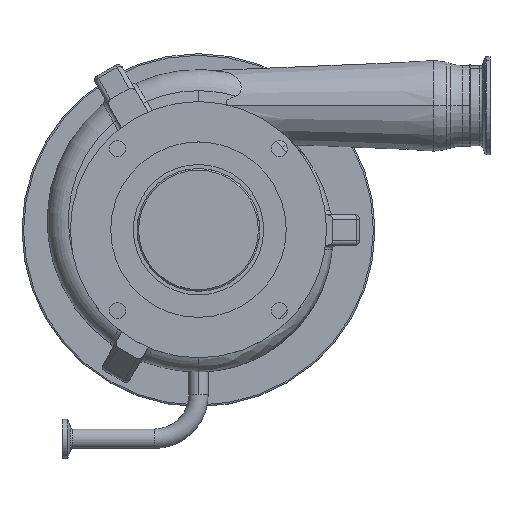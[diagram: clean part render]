
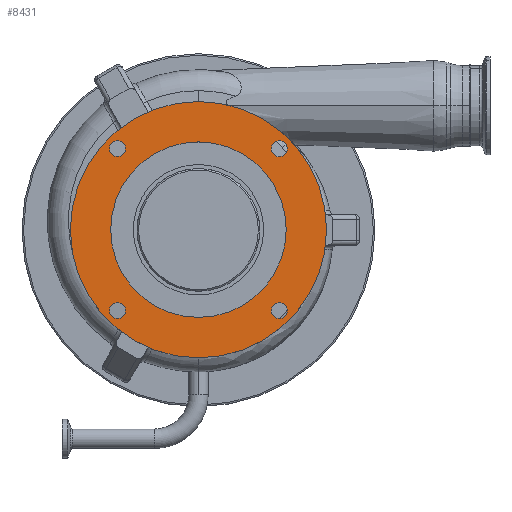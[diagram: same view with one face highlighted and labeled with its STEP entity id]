
A CAD part, top view. The second image highlights one B-rep face of the part: STEP entity #8431.
In plain terms, the highlighted face is planar.
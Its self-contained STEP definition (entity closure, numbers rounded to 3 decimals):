
#45 = CARTESIAN_POINT ( 'NONE',  ( 5.5, -52.759, -47.509 ) ) ;
#270 = DIRECTION ( 'NONE',  ( 0., 0., 1. ) ) ;
#624 = CIRCLE ( 'NONE', #23269, 5.25 ) ;
#632 = EDGE_CURVE ( 'NONE', #7351, #22637, #23224, .T. ) ;
#1439 = AXIS2_PLACEMENT_3D ( 'NONE', #14729, #23076, #4087 ) ;
#1534 = CARTESIAN_POINT ( 'NONE',  ( 5.5, -52.759, 52.759 ) ) ;
#1855 = ORIENTED_EDGE ( 'NONE', *, *, #24089, .T. ) ;
#2199 = CARTESIAN_POINT ( 'NONE',  ( 5.5, 0., 0. ) ) ;
#2297 = EDGE_CURVE ( 'NONE', #12574, #14267, #19699, .T. ) ;
#2449 = CARTESIAN_POINT ( 'NONE',  ( 5.5, 52.759, -52.759 ) ) ;
#2776 = CARTESIAN_POINT ( 'NONE',  ( 5.5, -52.759, 47.509 ) ) ;
#2783 = FACE_BOUND ( 'NONE', #13259, .T. ) ;
#2788 = EDGE_LOOP ( 'NONE', ( #26254, #5585 ) ) ;
#3329 = CIRCLE ( 'NONE', #17019, 5.25 ) ;
#3474 = CARTESIAN_POINT ( 'NONE',  ( 5.5, 52.759, -52.759 ) ) ;
#4087 = DIRECTION ( 'NONE',  ( 0., 0., 1. ) ) ;
#4217 = CARTESIAN_POINT ( 'NONE',  ( 5.5, 0., 0. ) ) ;
#4774 = EDGE_CURVE ( 'NONE', #18511, #26032, #21517, .T. ) ;
#4969 = DIRECTION ( 'NONE',  ( -1., 0., 0. ) ) ;
#5009 = FACE_BOUND ( 'NONE', #2788, .T. ) ;
#5149 = DIRECTION ( 'NONE',  ( 0., 0., 1. ) ) ;
#5360 = EDGE_LOOP ( 'NONE', ( #23152, #19099 ) ) ;
#5585 = ORIENTED_EDGE ( 'NONE', *, *, #632, .F. ) ;
#5604 = EDGE_CURVE ( 'NONE', #16507, #6186, #16201, .T. ) ;
#5931 = DIRECTION ( 'NONE',  ( -1., 0., 0. ) ) ;
#6186 = VERTEX_POINT ( 'NONE', #10312 ) ;
#6898 = CIRCLE ( 'NONE', #7345, 5.25 ) ;
#7345 = AXIS2_PLACEMENT_3D ( 'NONE', #11883, #27283, #14366 ) ;
#7351 = VERTEX_POINT ( 'NONE', #8824 ) ;
#7454 = VERTEX_POINT ( 'NONE', #26550 ) ;
#7599 = CARTESIAN_POINT ( 'NONE',  ( 5.5, -52.759, -52.759 ) ) ;
#7751 = AXIS2_PLACEMENT_3D ( 'NONE', #2199, #25062, #14515 ) ;
#7823 = AXIS2_PLACEMENT_3D ( 'NONE', #4217, #14856, #23332 ) ;
#7898 = DIRECTION ( 'NONE',  ( 0., 0., 1. ) ) ;
#8273 = VERTEX_POINT ( 'NONE', #45 ) ;
#8431 = ADVANCED_FACE ( 'NONE', ( #2783, #23991, #15778, #20085, #5009, #26210 ), #15633, .T. ) ;
#8824 = CARTESIAN_POINT ( 'NONE',  ( 5.5, 52.759, -58.009 ) ) ;
#9952 = CIRCLE ( 'NONE', #20569, 5.25 ) ;
#10011 = CIRCLE ( 'NONE', #7823, 83.5 ) ;
#10117 = EDGE_LOOP ( 'NONE', ( #1855, #16907 ) ) ;
#10312 = CARTESIAN_POINT ( 'NONE',  ( 5.5, 52.759, 47.509 ) ) ;
#10686 = ORIENTED_EDGE ( 'NONE', *, *, #19918, .F. ) ;
#10817 = AXIS2_PLACEMENT_3D ( 'NONE', #2449, #10900, #19208 ) ;
#10900 = DIRECTION ( 'NONE',  ( -1., 0., 0. ) ) ;
#11291 = DIRECTION ( 'NONE',  ( -1., 0., 0. ) ) ;
#11332 = DIRECTION ( 'NONE',  ( 0., 0., 1. ) ) ;
#11360 = AXIS2_PLACEMENT_3D ( 'NONE', #19477, #11291, #15304 ) ;
#11477 = EDGE_CURVE ( 'NONE', #7454, #8273, #624, .T. ) ;
#11883 = CARTESIAN_POINT ( 'NONE',  ( 5.5, -52.759, -52.759 ) ) ;
#12289 = AXIS2_PLACEMENT_3D ( 'NONE', #17592, #24123, #5149 ) ;
#12305 = DIRECTION ( 'NONE',  ( 0., 0., 1. ) ) ;
#12574 = VERTEX_POINT ( 'NONE', #18022 ) ;
#12694 = EDGE_LOOP ( 'NONE', ( #10686, #26518 ) ) ;
#12775 = EDGE_CURVE ( 'NONE', #19270, #21071, #9952, .T. ) ;
#12878 = DIRECTION ( 'NONE',  ( -1., 0., 0. ) ) ;
#13255 = CARTESIAN_POINT ( 'NONE',  ( 5.5, 0., 0. ) ) ;
#13259 = EDGE_LOOP ( 'NONE', ( #20784, #19318 ) ) ;
#13408 = CARTESIAN_POINT ( 'NONE',  ( 5.5, 52.759, 52.759 ) ) ;
#13727 = DIRECTION ( 'NONE',  ( -1., 0., 0. ) ) ;
#13996 = CIRCLE ( 'NONE', #24640, 57.2 ) ;
#14005 = AXIS2_PLACEMENT_3D ( 'NONE', #13408, #4969, #11332 ) ;
#14267 = VERTEX_POINT ( 'NONE', #23391 ) ;
#14366 = DIRECTION ( 'NONE',  ( 0., 0., 1. ) ) ;
#14405 = EDGE_CURVE ( 'NONE', #8273, #7454, #6898, .T. ) ;
#14515 = DIRECTION ( 'NONE',  ( 0., 0., 1. ) ) ;
#14617 = ORIENTED_EDGE ( 'NONE', *, *, #18805, .F. ) ;
#14729 = CARTESIAN_POINT ( 'NONE',  ( 5.5, 52.759, 52.759 ) ) ;
#14780 = DIRECTION ( 'NONE',  ( 0., 0., 1. ) ) ;
#14856 = DIRECTION ( 'NONE',  ( -1., 0., 0. ) ) ;
#15193 = EDGE_CURVE ( 'NONE', #26032, #18511, #13996, .T. ) ;
#15304 = DIRECTION ( 'NONE',  ( 0., 0., 1. ) ) ;
#15541 = CARTESIAN_POINT ( 'NONE',  ( 5.5, -52.759, 58.009 ) ) ;
#15633 = PLANE ( 'NONE',  #12289 ) ;
#15778 = FACE_BOUND ( 'NONE', #12694, .T. ) ;
#16201 = CIRCLE ( 'NONE', #14005, 5.25 ) ;
#16507 = VERTEX_POINT ( 'NONE', #18195 ) ;
#16907 = ORIENTED_EDGE ( 'NONE', *, *, #2297, .T. ) ;
#17019 = AXIS2_PLACEMENT_3D ( 'NONE', #19247, #12878, #270 ) ;
#17592 = CARTESIAN_POINT ( 'NONE',  ( 5.5, 0., 0. ) ) ;
#18019 = DIRECTION ( 'NONE',  ( 0., 0., 1. ) ) ;
#18022 = CARTESIAN_POINT ( 'NONE',  ( 5.5, 0., -83.5 ) ) ;
#18195 = CARTESIAN_POINT ( 'NONE',  ( 5.5, 52.759, 58.009 ) ) ;
#18511 = VERTEX_POINT ( 'NONE', #24605 ) ;
#18805 = EDGE_CURVE ( 'NONE', #6186, #16507, #25352, .T. ) ;
#19089 = DIRECTION ( 'NONE',  ( -1., 0., 0. ) ) ;
#19099 = ORIENTED_EDGE ( 'NONE', *, *, #11477, .F. ) ;
#19208 = DIRECTION ( 'NONE',  ( 0., 0., 1. ) ) ;
#19247 = CARTESIAN_POINT ( 'NONE',  ( 5.5, -52.759, 52.759 ) ) ;
#19270 = VERTEX_POINT ( 'NONE', #2776 ) ;
#19303 = EDGE_LOOP ( 'NONE', ( #23673, #14617 ) ) ;
#19318 = ORIENTED_EDGE ( 'NONE', *, *, #4774, .F. ) ;
#19477 = CARTESIAN_POINT ( 'NONE',  ( 5.5, 0., 0. ) ) ;
#19699 = CIRCLE ( 'NONE', #7751, 83.5 ) ;
#19918 = EDGE_CURVE ( 'NONE', #21071, #19270, #3329, .T. ) ;
#19994 = CARTESIAN_POINT ( 'NONE',  ( 5.5, 52.759, -47.509 ) ) ;
#20085 = FACE_BOUND ( 'NONE', #5360, .T. ) ;
#20569 = AXIS2_PLACEMENT_3D ( 'NONE', #1534, #26766, #18019 ) ;
#20602 = EDGE_CURVE ( 'NONE', #22637, #7351, #21805, .T. ) ;
#20784 = ORIENTED_EDGE ( 'NONE', *, *, #15193, .F. ) ;
#21071 = VERTEX_POINT ( 'NONE', #15541 ) ;
#21517 = CIRCLE ( 'NONE', #11360, 57.2 ) ;
#21805 = CIRCLE ( 'NONE', #22702, 5.25 ) ;
#22016 = CARTESIAN_POINT ( 'NONE',  ( 5.5, 0., 57.2 ) ) ;
#22637 = VERTEX_POINT ( 'NONE', #19994 ) ;
#22702 = AXIS2_PLACEMENT_3D ( 'NONE', #3474, #13727, #7898 ) ;
#23076 = DIRECTION ( 'NONE',  ( -1., 0., 0. ) ) ;
#23152 = ORIENTED_EDGE ( 'NONE', *, *, #14405, .F. ) ;
#23224 = CIRCLE ( 'NONE', #10817, 5.25 ) ;
#23269 = AXIS2_PLACEMENT_3D ( 'NONE', #7599, #5931, #12305 ) ;
#23332 = DIRECTION ( 'NONE',  ( 0., 0., 1. ) ) ;
#23391 = CARTESIAN_POINT ( 'NONE',  ( 5.5, 0., 83.5 ) ) ;
#23673 = ORIENTED_EDGE ( 'NONE', *, *, #5604, .F. ) ;
#23991 = FACE_BOUND ( 'NONE', #19303, .T. ) ;
#24089 = EDGE_CURVE ( 'NONE', #14267, #12574, #10011, .T. ) ;
#24123 = DIRECTION ( 'NONE',  ( -1., 0., 0. ) ) ;
#24605 = CARTESIAN_POINT ( 'NONE',  ( 5.5, 0., -57.2 ) ) ;
#24640 = AXIS2_PLACEMENT_3D ( 'NONE', #13255, #19089, #14780 ) ;
#25062 = DIRECTION ( 'NONE',  ( -1., 0., 0. ) ) ;
#25352 = CIRCLE ( 'NONE', #1439, 5.25 ) ;
#26032 = VERTEX_POINT ( 'NONE', #22016 ) ;
#26210 = FACE_OUTER_BOUND ( 'NONE', #10117, .T. ) ;
#26254 = ORIENTED_EDGE ( 'NONE', *, *, #20602, .F. ) ;
#26518 = ORIENTED_EDGE ( 'NONE', *, *, #12775, .F. ) ;
#26550 = CARTESIAN_POINT ( 'NONE',  ( 5.5, -52.759, -58.009 ) ) ;
#26766 = DIRECTION ( 'NONE',  ( -1., 0., 0. ) ) ;
#27283 = DIRECTION ( 'NONE',  ( -1., 0., 0. ) ) ;
